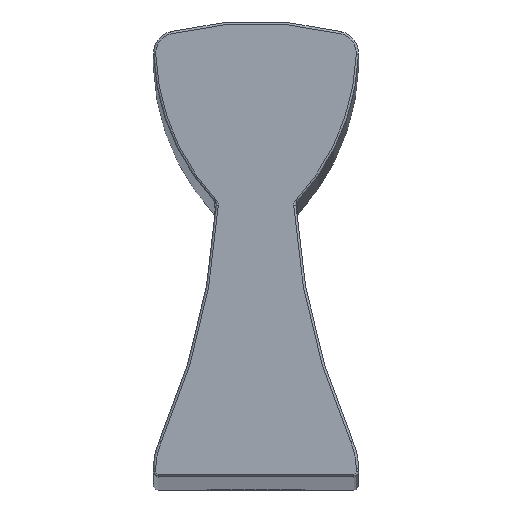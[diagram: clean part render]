
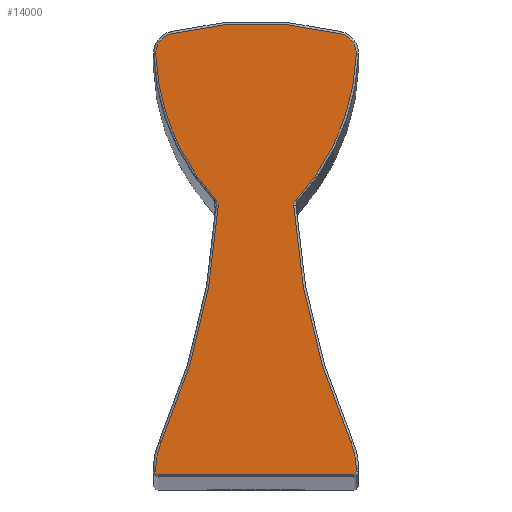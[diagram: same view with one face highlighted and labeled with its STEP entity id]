
A CAD part, top view. The second image highlights one B-rep face of the part: STEP entity #14000.
In plain terms, the highlighted planar face has unit normal (0, 0, 1).
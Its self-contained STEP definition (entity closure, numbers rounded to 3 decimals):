
#8230=CARTESIAN_POINT('',(4.4,0.353,99.5));
#8240=VERTEX_POINT('',#8230);
#8270=CARTESIAN_POINT('',(1.5,0.353,99.5));
#8280=DIRECTION('',(0.,0.,1.));
#8290=DIRECTION('',(1.,0.,-0.));
#8300=AXIS2_PLACEMENT_3D('',#8270,#8280,#8290);
#8310=CIRCLE('',#8300,2.9);
#8320=CARTESIAN_POINT('',(4.154,1.521,99.5));
#8330=VERTEX_POINT('',#8320);
#8340=EDGE_CURVE('',#8240,#8330,#8310,.T.);
#8570=CARTESIAN_POINT('',(-1.735,12.13,99.5));
#8580=VERTEX_POINT('',#8570);
#8610=CARTESIAN_POINT('',(-1.955,11.925,99.5));
#8620=DIRECTION('',(0.,0.,1.));
#8630=DIRECTION('',(1.,0.,-0.));
#8640=AXIS2_PLACEMENT_3D('',#8610,#8620,#8630);
#8650=CIRCLE('',#8640,0.3);
#8660=CARTESIAN_POINT('',(-1.655,11.908,99.5));
#8670=VERTEX_POINT('',#8660);
#8680=EDGE_CURVE('',#8670,#8580,#8650,.T.);
#8910=CARTESIAN_POINT('',(1.655,11.908,99.5));
#8920=VERTEX_POINT('',#8910);
#8950=CARTESIAN_POINT('',(1.955,11.925,99.5));
#8960=DIRECTION('',(0.,0.,1.));
#8970=DIRECTION('',(1.,0.,-0.));
#8980=AXIS2_PLACEMENT_3D('',#8950,#8960,#8970);
#8990=CIRCLE('',#8980,0.3);
#9000=CARTESIAN_POINT('',(1.735,12.13,99.5));
#9010=VERTEX_POINT('',#9000);
#9020=EDGE_CURVE('',#9010,#8920,#8990,.T.);
#9250=CARTESIAN_POINT('',(-4.154,1.521,99.5));
#9260=VERTEX_POINT('',#9250);
#9290=CARTESIAN_POINT('',(-1.5,0.353,99.5));
#9300=DIRECTION('',(0.,0.,1.));
#9310=DIRECTION('',(1.,0.,-0.));
#9320=AXIS2_PLACEMENT_3D('',#9290,#9300,#9310);
#9330=CIRCLE('',#9320,2.9);
#9340=CARTESIAN_POINT('',(-4.4,0.353,99.5));
#9350=VERTEX_POINT('',#9340);
#9360=EDGE_CURVE('',#9260,#9350,#9330,.T.);
#12920=CARTESIAN_POINT('',(0.,0.,99.5));
#12930=DIRECTION('',(0.,0.,1.));
#12940=DIRECTION('',(1.,0.,0.));
#12950=AXIS2_PLACEMENT_3D('',#12920,#12930,#12940);
#12960=PLANE('',#12950);
#12970=CARTESIAN_POINT('',(-4.3,0.2,99.5));
#12980=DIRECTION('',(0.,0.,1.));
#12990=DIRECTION('',(1.,0.,0.));
#13000=AXIS2_PLACEMENT_3D('',#12970,#12980,#12990);
#13010=CIRCLE('',#13000,0.1);
#13020=CARTESIAN_POINT('',(-4.4,0.2,99.5));
#13030=VERTEX_POINT('',#13020);
#13040=CARTESIAN_POINT('',(-4.3,0.1,99.5));
#13050=VERTEX_POINT('',#13040);
#13060=EDGE_CURVE('',#13030,#13050,#13010,.T.);
#13070=ORIENTED_EDGE('',*,*,#13060,.T.);
#13080=CARTESIAN_POINT('',(-4.4,0.,99.5));
#13090=DIRECTION('',(-0.,-1.,0.));
#13100=VECTOR('',#13090,1.);
#13110=LINE('',#13080,#13100);
#13120=EDGE_CURVE('',#9350,#13030,#13110,.T.);
#13130=ORIENTED_EDGE('',*,*,#13120,.T.);
#13140=ORIENTED_EDGE('',*,*,#9360,.T.);
#13150=CARTESIAN_POINT('',(-31.705,13.645,99.5));
#13160=DIRECTION('',(0.,0.,1.));
#13170=DIRECTION('',(1.,0.,-0.));
#13180=AXIS2_PLACEMENT_3D('',#13150,#13160,#13170);
#13190=CIRCLE('',#13180,30.1);
#13200=EDGE_CURVE('',#9260,#8670,#13190,.T.);
#13210=ORIENTED_EDGE('',*,*,#13200,.F.);
#13220=ORIENTED_EDGE('',*,*,#8680,.F.);
#13230=CARTESIAN_POINT('',(5.494,18.894,99.5));
#13240=DIRECTION('',(0.,0.,1.));
#13250=DIRECTION('',(1.,0.,-0.));
#13260=AXIS2_PLACEMENT_3D('',#13230,#13240,#13250);
#13270=CIRCLE('',#13260,9.9);
#13280=CARTESIAN_POINT('',(-4.399,18.522,99.5));
#13290=VERTEX_POINT('',#13280);
#13300=EDGE_CURVE('',#13290,#8580,#13270,.T.);
#13310=ORIENTED_EDGE('',*,*,#13300,.T.);
#13320=CARTESIAN_POINT('',(-3.5,18.555,99.5));
#13330=DIRECTION('',(0.,0.,1.));
#13340=DIRECTION('',(1.,0.,-0.));
#13350=AXIS2_PLACEMENT_3D('',#13320,#13330,#13340);
#13360=CIRCLE('',#13350,0.9);
#13370=CARTESIAN_POINT('',(-3.725,19.427,99.5));
#13380=VERTEX_POINT('',#13370);
#13390=EDGE_CURVE('',#13380,#13290,#13360,.T.);
#13400=ORIENTED_EDGE('',*,*,#13390,.T.);
#13410=CARTESIAN_POINT('',(0.,5.,99.5));
#13420=DIRECTION('',(0.,0.,-1.));
#13430=DIRECTION('',(-1.,0.,0.));
#13440=AXIS2_PLACEMENT_3D('',#13410,#13420,#13430);
#13450=CIRCLE('',#13440,14.9);
#13460=CARTESIAN_POINT('',(3.725,19.427,99.5));
#13470=VERTEX_POINT('',#13460);
#13480=EDGE_CURVE('',#13380,#13470,#13450,.T.);
#13490=ORIENTED_EDGE('',*,*,#13480,.F.);
#13500=CARTESIAN_POINT('',(3.5,18.555,99.5));
#13510=DIRECTION('',(0.,0.,-1.));
#13520=DIRECTION('',(-1.,0.,0.));
#13530=AXIS2_PLACEMENT_3D('',#13500,#13510,#13520);
#13540=CIRCLE('',#13530,0.9);
#13550=CARTESIAN_POINT('',(4.399,18.522,99.5));
#13560=VERTEX_POINT('',#13550);
#13570=EDGE_CURVE('',#13470,#13560,#13540,.T.);
#13580=ORIENTED_EDGE('',*,*,#13570,.F.);
#13590=CARTESIAN_POINT('',(-5.494,18.894,99.5));
#13600=DIRECTION('',(0.,0.,-1.));
#13610=DIRECTION('',(-1.,0.,0.));
#13620=AXIS2_PLACEMENT_3D('',#13590,#13600,#13610);
#13630=CIRCLE('',#13620,9.9);
#13640=EDGE_CURVE('',#13560,#9010,#13630,.T.);
#13650=ORIENTED_EDGE('',*,*,#13640,.F.);
#13660=ORIENTED_EDGE('',*,*,#9020,.F.);
#13670=CARTESIAN_POINT('',(31.705,13.645,99.5));
#13680=DIRECTION('',(0.,0.,-1.));
#13690=DIRECTION('',(-1.,0.,0.));
#13700=AXIS2_PLACEMENT_3D('',#13670,#13680,#13690);
#13710=CIRCLE('',#13700,30.1);
#13720=EDGE_CURVE('',#8330,#8920,#13710,.T.);
#13730=ORIENTED_EDGE('',*,*,#13720,.T.);
#13740=ORIENTED_EDGE('',*,*,#8340,.T.);
#13750=CARTESIAN_POINT('',(4.4,0.,99.5));
#13760=DIRECTION('',(-0.,1.,0.));
#13770=VECTOR('',#13760,1.);
#13780=LINE('',#13750,#13770);
#13790=CARTESIAN_POINT('',(4.4,0.2,99.5));
#13800=VERTEX_POINT('',#13790);
#13810=EDGE_CURVE('',#13800,#8240,#13780,.T.);
#13820=ORIENTED_EDGE('',*,*,#13810,.T.);
#13830=CARTESIAN_POINT('',(4.3,0.2,99.5));
#13840=DIRECTION('',(-0.,0.,1.));
#13850=DIRECTION('',(1.,0.,0.));
#13860=AXIS2_PLACEMENT_3D('',#13830,#13840,#13850);
#13870=CIRCLE('',#13860,0.1);
#13880=CARTESIAN_POINT('',(4.3,0.1,99.5));
#13890=VERTEX_POINT('',#13880);
#13900=EDGE_CURVE('',#13890,#13800,#13870,.T.);
#13910=ORIENTED_EDGE('',*,*,#13900,.T.);
#13920=CARTESIAN_POINT('',(0.,0.1,99.5));
#13930=DIRECTION('',(1.,0.,-0.));
#13940=VECTOR('',#13930,1.);
#13950=LINE('',#13920,#13940);
#13960=EDGE_CURVE('',#13050,#13890,#13950,.T.);
#13970=ORIENTED_EDGE('',*,*,#13960,.T.);
#13980=EDGE_LOOP('',(#13970,#13910,#13820,#13740,#13730,#13660,#13650,
#13580,#13490,#13400,#13310,#13220,#13210,#13140,#13130,#13070));
#13990=FACE_OUTER_BOUND('',#13980,.T.);
#14000=ADVANCED_FACE('',(#13990),#12960,.T.);
